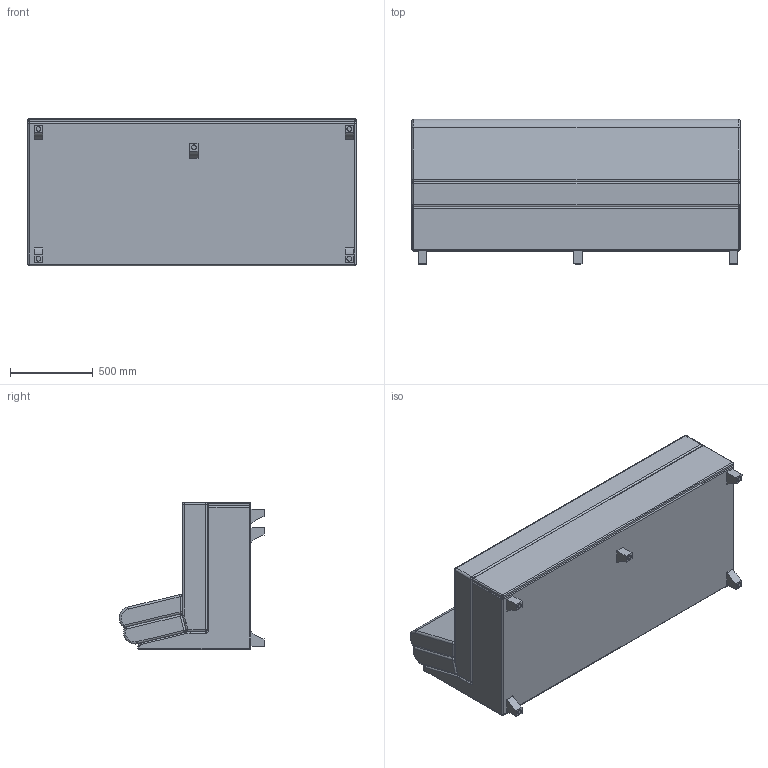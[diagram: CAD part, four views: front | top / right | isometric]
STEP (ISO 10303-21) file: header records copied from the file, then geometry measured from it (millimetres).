
FILE_DESCRIPTION(/* description */ (''),/* implementation_level */ '2;1');
FILE_NAME(/* name */ 'MN1278LF.stp',/* time_stamp */ '2019-05-28T11:11:11-04:00',/* author */ ('jbosley'),/* organization */ (''),/* preprocessor_version */ 'ST-DEVELOPER v16.13',/* originating_system */ 'Autodesk Inventor 2018',/* authorisation */ '');
FILE_SCHEMA (('AUTOMOTIVE_DESIGN { 1 0 10303 214 3 1 1 }'));
Length unit declared in the file: inch
Products named in the file (8): MN1278LF; UBASE 1278LF; USEAT 1278; 1278 REAR BACK; 1278 FRONT BACK; LEG WBO SQ 14-1; GLIDE APFAA06-1; 1278-F80
Assembly tree (15 placements, depth 2):
  MN1278LF
    UBASE 1278LF
    USEAT 1278
    1278 REAR BACK
    1278 FRONT BACK
    LEG WBO SQ 14-1  x5
    GLIDE APFAA06-1  x5
    1278-F80
Bounding box: 1981.2 x 880.47 x 889 mm (x, y, z)
Volume: 934169841.7 mm3; surface area: 15428218 mm2
Topology: 15 solids, 15 shells, 218 faces, 426 edges, 243 vertices
Faces by surface type: cylinder 91, plane 78, sphere 32, torus 12, cone 5
Full cylindrical faces by diameter (mm): 4.762 x5, 9.525 x5, 19.05 x5, 28.575 x5
Entity records: 4294 total; most frequent: DIRECTION 822, CARTESIAN_POINT 651, ORIENTED_EDGE 608, AXIS2_PLACEMENT_3D 337, EDGE_CURVE 304, EDGE_LOOP 166, VERTEX_POINT 166, FACE_OUTER_BOUND 158
